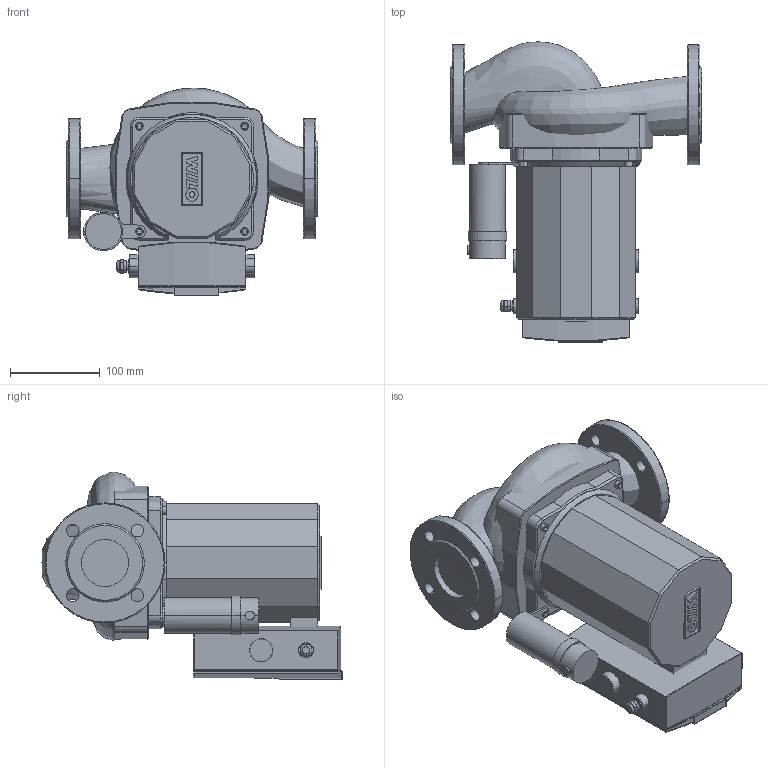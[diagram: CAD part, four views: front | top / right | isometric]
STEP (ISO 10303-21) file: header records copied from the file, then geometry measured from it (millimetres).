
FILE_DESCRIPTION((''),'2;1');
FILE_NAME('3d_TOP-S 2x40 230V-2067580.stp','2009-12-21T09:00:34',(''),(''),'Mechanical Desktop 2008','Mechanical Desktop 2008',', , ');
FILE_SCHEMA(('CONFIG_CONTROL_DESIGN'));
Length unit declared in the file: inch
Products named in the file (1): Product
Bounding box: 279.4 x 333.66 x 231.19 mm (x, y, z)
Volume: 7320464.4 mm3; surface area: 468677.8 mm2
Topology: 13 solids, 13 shells, 446 faces, 1039 edges, 627 vertices
Faces by surface type: plane 219, cylinder 109, bspline 44, cone 28, torus 24, sphere 22
Entity records: 19346 total; most frequent: CARTESIAN_POINT 9100, DIRECTION 2179, ORIENTED_EDGE 2050, EDGE_CURVE 1025, AXIS2_PLACEMENT_3D 804, VERTEX_POINT 627, VECTOR 571, LINE 571
